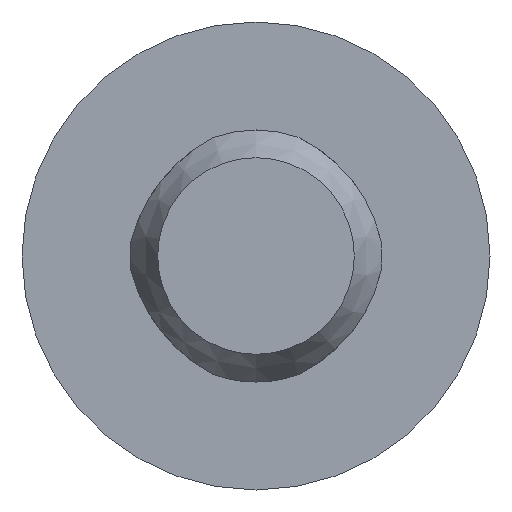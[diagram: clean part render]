
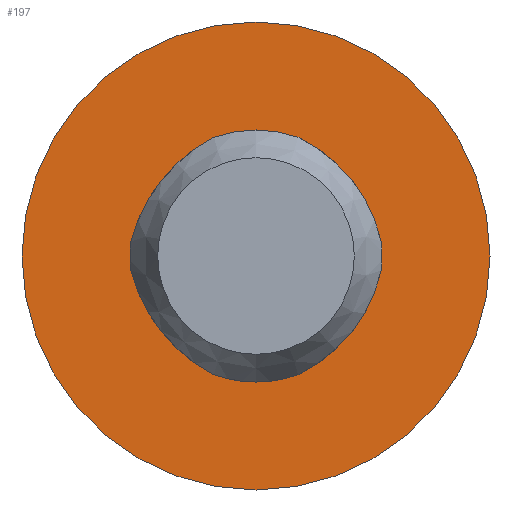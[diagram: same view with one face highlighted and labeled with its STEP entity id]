
A CAD part, front view. The second image highlights one B-rep face of the part: STEP entity #197.
In plain terms, the highlighted planar face has unit normal (0, -1, 0).
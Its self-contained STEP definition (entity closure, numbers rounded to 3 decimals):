
#197 = ADVANCED_FACE( '', ( #461, #462 ), #463, .F. );
#461 = FACE_BOUND( '', #828, .T. );
#462 = FACE_OUTER_BOUND( '', #829, .T. );
#463 = PLANE( '', #830 );
#828 = EDGE_LOOP( '', ( #1345 ) );
#829 = EDGE_LOOP( '', ( #1346 ) );
#830 = AXIS2_PLACEMENT_3D( '', #1347, #1348, #1349 );
#1345 = ORIENTED_EDGE( '', *, *, #1958, .F. );
#1346 = ORIENTED_EDGE( '', *, *, #2047, .T. );
#1347 = CARTESIAN_POINT( '', ( 9.75, 0., 0. ) );
#1348 = DIRECTION( '', ( 0., 1., 0. ) );
#1349 = DIRECTION( '', ( 0., 0., 1. ) );
#1958 = EDGE_CURVE( '', #2348, #2348, #2349, .T. );
#2047 = EDGE_CURVE( '', #2487, #2487, #2488, .T. );
#2348 = VERTEX_POINT( '', #3043 );
#2349 = CIRCLE( '', #3044, 4.95 );
#2487 = VERTEX_POINT( '', #3438 );
#2488 = CIRCLE( '', #3439, 9.75 );
#3043 = CARTESIAN_POINT( '', ( 0., 0., -4.95 ) );
#3044 = AXIS2_PLACEMENT_3D( '', #4072, #4073, #4074 );
#3438 = CARTESIAN_POINT( '', ( 0., 0., -9.75 ) );
#3439 = AXIS2_PLACEMENT_3D( '', #4171, #4172, #4173 );
#4072 = CARTESIAN_POINT( '', ( 0., 0., 0. ) );
#4073 = DIRECTION( '', ( 0., -1., 0. ) );
#4074 = DIRECTION( '', ( 0., 0., -1. ) );
#4171 = CARTESIAN_POINT( '', ( 0., 0., 0. ) );
#4172 = DIRECTION( '', ( 0., -1., 0. ) );
#4173 = DIRECTION( '', ( 0., 0., -1. ) );
